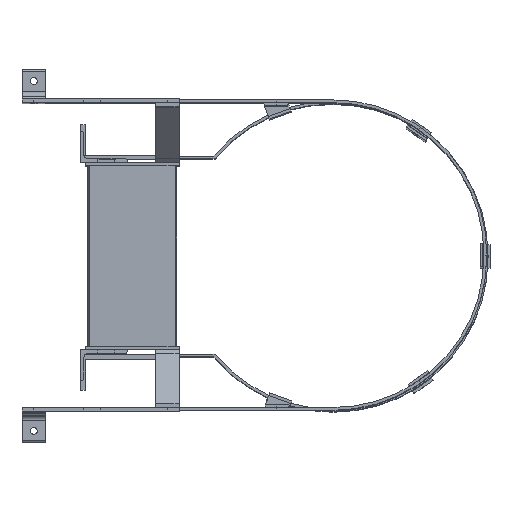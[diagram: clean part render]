
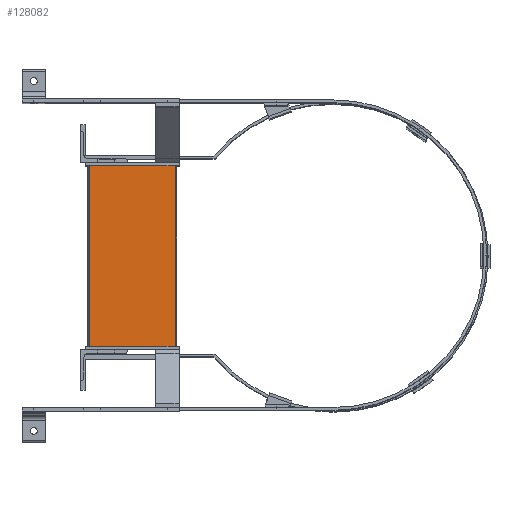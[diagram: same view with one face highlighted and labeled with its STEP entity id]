
A CAD part, top view. The second image highlights one B-rep face of the part: STEP entity #128082.
In plain terms, the highlighted face is planar.
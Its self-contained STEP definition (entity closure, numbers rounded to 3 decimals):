
#128082 = ADVANCED_FACE('',(#128083),#128097,.T.);
#128083 = FACE_BOUND('',#128084,.T.);
#128084 = EDGE_LOOP('',(#128085,#128108,#128124,#128140));
#128085 = ORIENTED_EDGE('',*,*,#128086,.F.);
#128086 = EDGE_CURVE('',#128087,#128089,#128091,.T.);
#128087 = VERTEX_POINT('',#128088);
#128088 = CARTESIAN_POINT('',(125.,192.,-388.));
#128089 = VERTEX_POINT('',#128090);
#128090 = CARTESIAN_POINT('',(125.,8.,-388.));
#128091 = SURFACE_CURVE('',#128092,(#128096),.PCURVE_S1.);
#128092 = LINE('',#128093,#128094);
#128093 = CARTESIAN_POINT('',(125.,192.,-388.));
#128094 = VECTOR('',#128095,1.);
#128095 = DIRECTION('',(0.,-1.,0.));
#128096 = PCURVE('',#128097,#128102);
#128097 = PLANE('',#128098);
#128098 = AXIS2_PLACEMENT_3D('',#128099,#128100,#128101);
#128099 = CARTESIAN_POINT('',(125.,100.,-196.));
#128100 = DIRECTION('',(1.,0.,0.));
#128101 = DIRECTION('',(0.,1.,0.));
#128102 = DEFINITIONAL_REPRESENTATION('',(#128103),#128107);
#128103 = LINE('',#128104,#128105);
#128104 = CARTESIAN_POINT('',(92.,-192.));
#128105 = VECTOR('',#128106,1.);
#128106 = DIRECTION('',(-1.,0.));
#128107 = ( GEOMETRIC_REPRESENTATION_CONTEXT(2) 
PARAMETRIC_REPRESENTATION_CONTEXT() REPRESENTATION_CONTEXT('2D SPACE',''
  ) );
#128108 = ORIENTED_EDGE('',*,*,#128109,.F.);
#128109 = EDGE_CURVE('',#128110,#128087,#128112,.T.);
#128110 = VERTEX_POINT('',#128111);
#128111 = CARTESIAN_POINT('',(125.,192.,-4.));
#128112 = SURFACE_CURVE('',#128113,(#128117),.PCURVE_S1.);
#128113 = LINE('',#128114,#128115);
#128114 = CARTESIAN_POINT('',(125.,192.,-4.));
#128115 = VECTOR('',#128116,1.);
#128116 = DIRECTION('',(0.,0.,-1.));
#128117 = PCURVE('',#128097,#128118);
#128118 = DEFINITIONAL_REPRESENTATION('',(#128119),#128123);
#128119 = LINE('',#128120,#128121);
#128120 = CARTESIAN_POINT('',(92.,192.));
#128121 = VECTOR('',#128122,1.);
#128122 = DIRECTION('',(0.,-1.));
#128123 = ( GEOMETRIC_REPRESENTATION_CONTEXT(2) 
PARAMETRIC_REPRESENTATION_CONTEXT() REPRESENTATION_CONTEXT('2D SPACE',''
  ) );
#128124 = ORIENTED_EDGE('',*,*,#128125,.F.);
#128125 = EDGE_CURVE('',#128126,#128110,#128128,.T.);
#128126 = VERTEX_POINT('',#128127);
#128127 = CARTESIAN_POINT('',(125.,8.,-4.));
#128128 = SURFACE_CURVE('',#128129,(#128133),.PCURVE_S1.);
#128129 = LINE('',#128130,#128131);
#128130 = CARTESIAN_POINT('',(125.,8.,-4.));
#128131 = VECTOR('',#128132,1.);
#128132 = DIRECTION('',(0.,1.,0.));
#128133 = PCURVE('',#128097,#128134);
#128134 = DEFINITIONAL_REPRESENTATION('',(#128135),#128139);
#128135 = LINE('',#128136,#128137);
#128136 = CARTESIAN_POINT('',(-92.,192.));
#128137 = VECTOR('',#128138,1.);
#128138 = DIRECTION('',(1.,0.));
#128139 = ( GEOMETRIC_REPRESENTATION_CONTEXT(2) 
PARAMETRIC_REPRESENTATION_CONTEXT() REPRESENTATION_CONTEXT('2D SPACE',''
  ) );
#128140 = ORIENTED_EDGE('',*,*,#128141,.T.);
#128141 = EDGE_CURVE('',#128126,#128089,#128142,.T.);
#128142 = SURFACE_CURVE('',#128143,(#128147),.PCURVE_S1.);
#128143 = LINE('',#128144,#128145);
#128144 = CARTESIAN_POINT('',(125.,8.,-4.));
#128145 = VECTOR('',#128146,1.);
#128146 = DIRECTION('',(0.,0.,-1.));
#128147 = PCURVE('',#128097,#128148);
#128148 = DEFINITIONAL_REPRESENTATION('',(#128149),#128153);
#128149 = LINE('',#128150,#128151);
#128150 = CARTESIAN_POINT('',(-92.,192.));
#128151 = VECTOR('',#128152,1.);
#128152 = DIRECTION('',(0.,-1.));
#128153 = ( GEOMETRIC_REPRESENTATION_CONTEXT(2) 
PARAMETRIC_REPRESENTATION_CONTEXT() REPRESENTATION_CONTEXT('2D SPACE',''
  ) );
